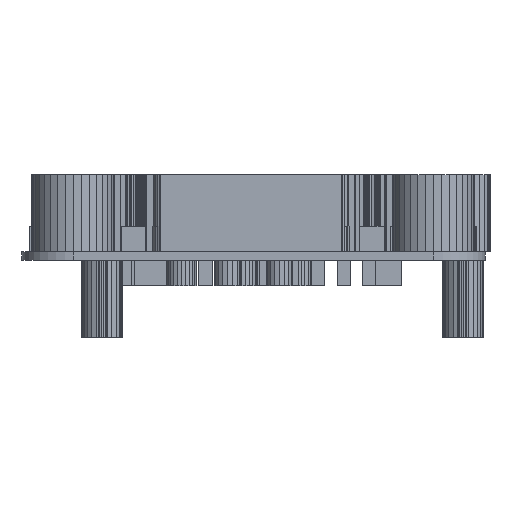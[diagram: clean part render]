
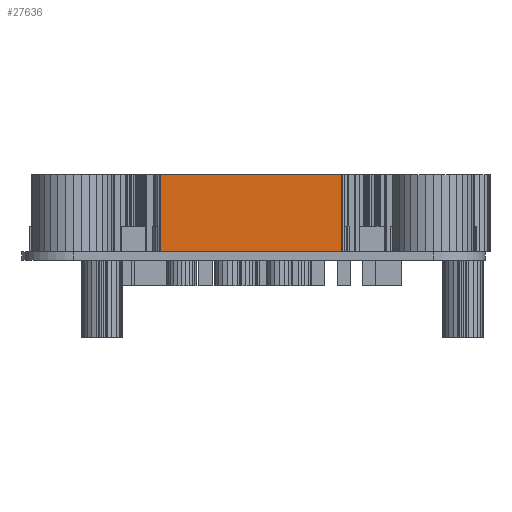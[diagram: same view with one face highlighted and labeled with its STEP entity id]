
A CAD part, left-side view. The second image highlights one B-rep face of the part: STEP entity #27636.
In plain terms, the highlighted planar face has unit normal (-1, 0, 0).
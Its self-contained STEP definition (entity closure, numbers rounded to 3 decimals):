
#27352 = EDGE_CURVE('',#27353,#27355,#27357,.T.);
#27353 = VERTEX_POINT('',#27354);
#27354 = CARTESIAN_POINT('',(-0.027,-4.47,0.));
#27355 = VERTEX_POINT('',#27356);
#27356 = CARTESIAN_POINT('',(-0.027,-4.47,3.81));
#27357 = LINE('',#27358,#27359);
#27358 = CARTESIAN_POINT('',(-0.027,-4.47,0.));
#27359 = VECTOR('',#27360,1.);
#27360 = DIRECTION('',(0.,0.,1.));
#27611 = VERTEX_POINT('',#27612);
#27612 = CARTESIAN_POINT('',(-0.027,4.47,3.81));
#27618 = EDGE_CURVE('',#27619,#27611,#27621,.T.);
#27619 = VERTEX_POINT('',#27620);
#27620 = CARTESIAN_POINT('',(-0.027,4.47,0.));
#27621 = LINE('',#27622,#27623);
#27622 = CARTESIAN_POINT('',(-0.027,4.47,0.));
#27623 = VECTOR('',#27624,1.);
#27624 = DIRECTION('',(0.,0.,1.));
#27636 = ADVANCED_FACE('',(#27637),#27653,.F.);
#27637 = FACE_BOUND('',#27638,.F.);
#27638 = EDGE_LOOP('',(#27639,#27640,#27646,#27647));
#27639 = ORIENTED_EDGE('',*,*,#27618,.T.);
#27640 = ORIENTED_EDGE('',*,*,#27641,.T.);
#27641 = EDGE_CURVE('',#27611,#27355,#27642,.T.);
#27642 = LINE('',#27643,#27644);
#27643 = CARTESIAN_POINT('',(-0.027,4.47,3.81));
#27644 = VECTOR('',#27645,1.);
#27645 = DIRECTION('',(0.,-1.,0.));
#27646 = ORIENTED_EDGE('',*,*,#27352,.F.);
#27647 = ORIENTED_EDGE('',*,*,#27648,.F.);
#27648 = EDGE_CURVE('',#27619,#27353,#27649,.T.);
#27649 = LINE('',#27650,#27651);
#27650 = CARTESIAN_POINT('',(-0.027,4.47,0.));
#27651 = VECTOR('',#27652,1.);
#27652 = DIRECTION('',(0.,-1.,0.));
#27653 = PLANE('',#27654);
#27654 = AXIS2_PLACEMENT_3D('',#27655,#27656,#27657);
#27655 = CARTESIAN_POINT('',(-0.027,4.47,0.));
#27656 = DIRECTION('',(1.,0.,-0.));
#27657 = DIRECTION('',(0.,-1.,0.));
